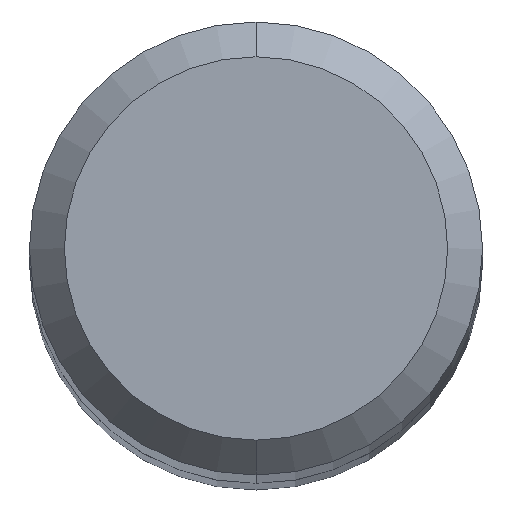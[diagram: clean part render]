
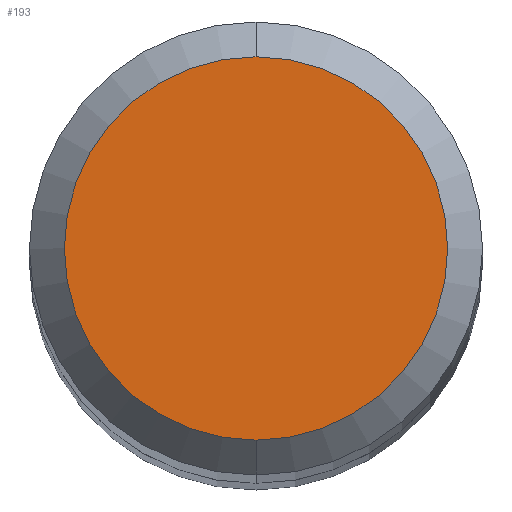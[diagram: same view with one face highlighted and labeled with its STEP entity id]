
A CAD part, top view. The second image highlights one B-rep face of the part: STEP entity #193.
In plain terms, the highlighted planar face has unit normal (0, 0, 1).
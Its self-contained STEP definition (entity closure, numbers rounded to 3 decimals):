
#193=ADVANCED_FACE('',(#471),#472,.T.);
#237=EDGE_CURVE('',#329,#373,#522,.T.);
#329=VERTEX_POINT('',#622);
#345=EDGE_CURVE('',#373,#329,#638,.T.);
#373=VERTEX_POINT('',#670);
#471=FACE_OUTER_BOUND('',#826,.T.);
#472=PLANE('',#827);
#522=CIRCLE('',#930,1.65);
#622=CARTESIAN_POINT('',(0.,-1.65,0.0));
#638=CIRCLE('',#1166,1.65);
#670=CARTESIAN_POINT('',(0.0,1.65,0.0));
#826=EDGE_LOOP('',(#1352,#1353));
#827=AXIS2_PLACEMENT_3D('',#1354,#1355,#1356);
#930=AXIS2_PLACEMENT_3D('',#1429,#1430,#1431);
#1166=AXIS2_PLACEMENT_3D('',#1528,#1529,#1530);
#1352=ORIENTED_EDGE('',*,*,#345,.F.);
#1353=ORIENTED_EDGE('',*,*,#237,.F.);
#1354=CARTESIAN_POINT('',(0.0,0.825,0.0));
#1355=DIRECTION('',(-0.0,0.0,1.0));
#1356=DIRECTION('',(0.0,-1.0,0.0));
#1429=CARTESIAN_POINT('',(0.0,0.0,0.0));
#1430=DIRECTION('',(0.0,0.0,-1.0));
#1431=DIRECTION('',(0.0,1.0,0.0));
#1528=CARTESIAN_POINT('',(0.0,0.0,0.0));
#1529=DIRECTION('',(0.0,0.0,-1.0));
#1530=DIRECTION('',(0.0,1.0,0.0));
